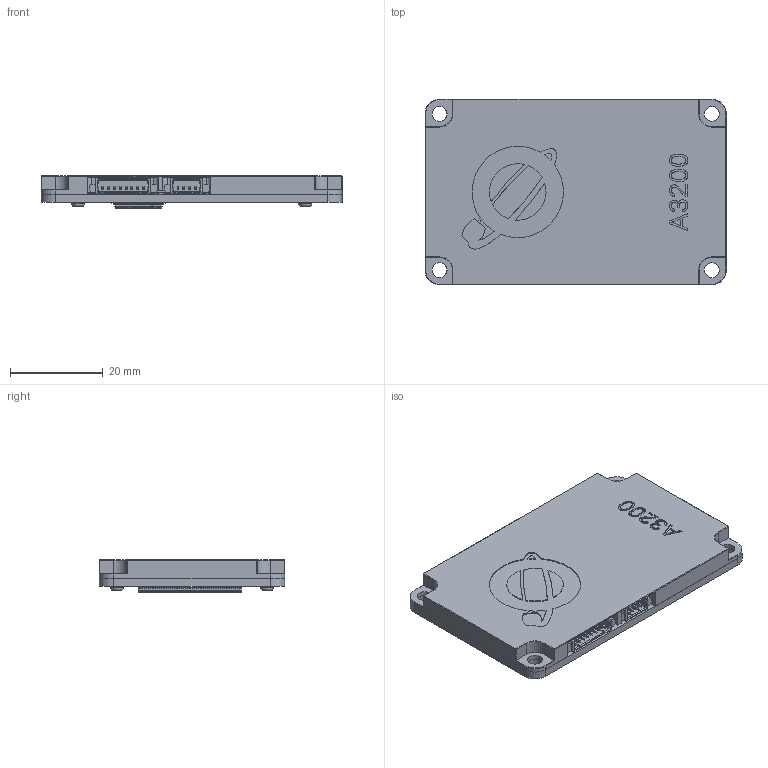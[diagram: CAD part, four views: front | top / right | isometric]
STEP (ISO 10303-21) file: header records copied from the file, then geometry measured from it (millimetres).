
FILE_DESCRIPTION(('CAx-IF Rec.Pracs.---Model Styling and Organization---1.5---2016-08-15','CAx-IF Rec.Pracs.---Geometric and Assembly Validation Properties---4.4---2016-08-17','CAx-IF Rec.Pracs.---User Defined Attributes---1.5---2016-08-15','CAx-IF Rec.Pracs.---External References---2.1---2005-01-19'),'2;1');
FILE_NAME('nanomind-a3200.stp','2021-05-06T16:54:14',('Unspecified'),('Unspecified'),'CAD Exchanger 3.9.2 (cadexchanger.com)','Unspecified','');
FILE_SCHEMA(('AUTOMOTIVE_DESIGN { 1 0 10303 214 1 1 1 1 }'));
Length unit declared in the file: millimetre
Products named in the file (9): PanHead_ISO7045(M016-04); PanHead_ISO7045(M016-05); Shield_a3200-4(Default); TSOP80P1180X120-54N_a3200-3; picoblade-06-ra_a3200-3; 53261-08_a3200-3; 53261-04_a3200-3; nanomind-a3200-3OutLine_a3200-3(Default)
Assembly tree (11 placements, depth 2):
  (unnamed)
    PanHead_ISO7045(M016-04)
    PanHead_ISO7045(M016-05)  x3
    Shield_a3200-4(Default)
    TSOP80P1180X120-54N_a3200-3
    picoblade-06-ra_a3200-3  x2
    53261-08_a3200-3
    53261-04_a3200-3
    nanomind-a3200-3OutLine_a3200-3(Default)
Bounding box: 65.14 x 40 x 7.06 mm (x, y, z)
Volume: 8926.3 mm3; surface area: 14198.1 mm2
Topology: 11 solids, 11 shells, 2298 faces, 6180 edges, 3990 vertices
Faces by surface type: plane 1845, cylinder 367, extrusion 46, cone 20, bspline 16, torus 4
Full cylindrical faces by diameter (mm): 1 x1, 1.19 x4, 1.25 x4, 1.6 x8, 2.8 x4, 3.2 x8
Entity records: 79119 total; most frequent: CARTESIAN_POINT 14165, ORIENTED_EDGE 10660, DIRECTION 9746, EDGE_CURVE 5330, VECTOR 4442, LINE 4396, VERTEX_POINT 3446, AXIS2_PLACEMENT_3D 2652
